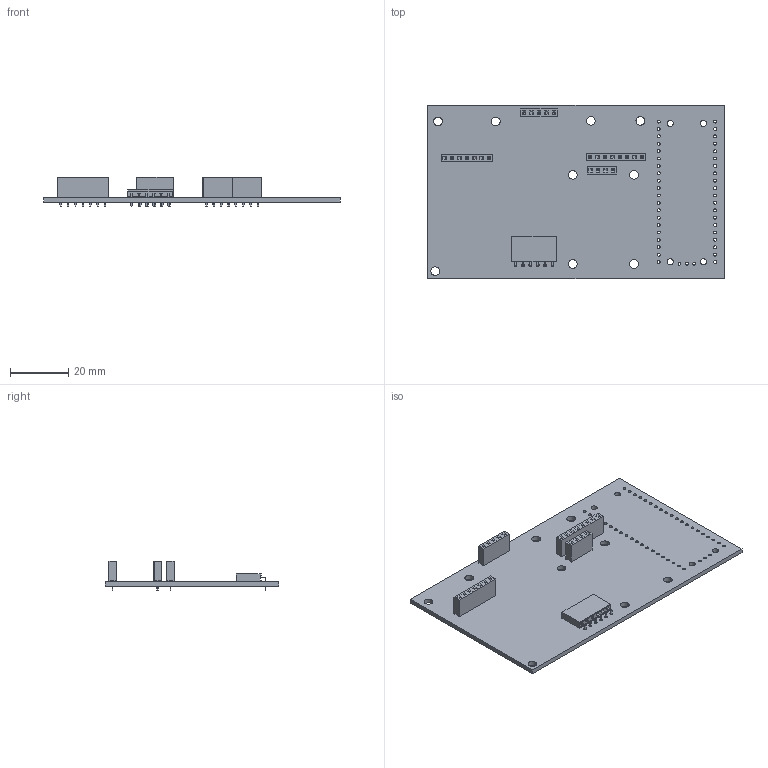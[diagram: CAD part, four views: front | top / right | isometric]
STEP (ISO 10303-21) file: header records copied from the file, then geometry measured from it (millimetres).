
FILE_DESCRIPTION(('KiCad electronic assembly'),'2;1');
FILE_NAME('Avionics Power Regulation Board Subscale.step', '2024-12-23T21:03:40',('Pcbnew'),('Kicad'), 'Open CASCADE STEP processor 7.8','KiCad to STEP converter','Unknown' );
FILE_SCHEMA(('AUTOMOTIVE_DESIGN { 1 0 10303 214 1 1 1 1 }'));
Length unit declared in the file: millimetre
Products named in the file (12): Avionics Power Regulation Board Subscale 1; PinSocket_1x04_P2.54mm_Vertical; PinSocket_1x04_P254mm_Vertical; PinSocket_1x07_P2.54mm_Vertical; PinSocket_1x07_P254mm_Vertical; PinSocket_1x06_P2.54mm_Horizontal; PinSocket_1x06_P254mm_Horizontal; PinSocket_1x05_P2.54mm_Vertical; PinSocket_1x05_P254mm_Vertical; PinSocket_1x08_P2.54mm_Vertical; PinSocket_1x08_P254mm_Vertical; Avionics Power Regulation Board Subscale_PCB
Assembly tree (11 placements, depth 3):
  Avionics Power Regulation Board Subscale 1
    PinSocket_1x04_P2.54mm_Vertical
      PinSocket_1x04_P254mm_Vertical
    PinSocket_1x07_P2.54mm_Vertical
      PinSocket_1x07_P254mm_Vertical
    PinSocket_1x06_P2.54mm_Horizontal
      PinSocket_1x06_P254mm_Horizontal
    PinSocket_1x05_P2.54mm_Vertical
      PinSocket_1x05_P254mm_Vertical
    PinSocket_1x08_P2.54mm_Vertical
      PinSocket_1x08_P254mm_Vertical
    Avionics Power Regulation Board Subscale_PCB
Bounding box: 101.8 x 59.5 x 10.3 mm (x, y, z)
Volume: 10807.3 mm3; surface area: 15287.9 mm2
Topology: 6 solids, 6 shells, 1096 faces, 2862 edges, 1868 vertices
Faces by surface type: plane 998, cylinder 98
Full cylindrical faces by diameter (mm): 1 x73, 2.1 x4, 3 x9
Entity records: 40528 total; most frequent: CARTESIAN_POINT 5838, ORIENTED_EDGE 5724, DIRECTION 5274, EDGE_CURVE 2862, LINE 2666, VECTOR 2666, VERTEX_POINT 1868, FACE_BOUND 1358
